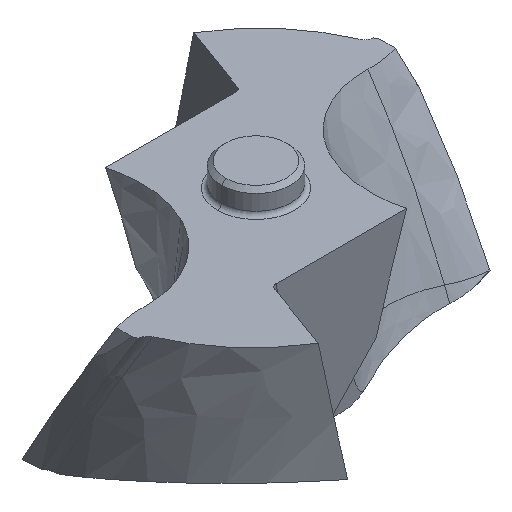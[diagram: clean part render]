
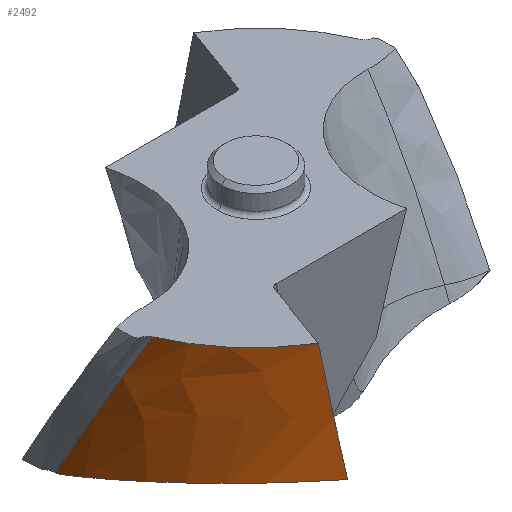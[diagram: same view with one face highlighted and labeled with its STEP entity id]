
A CAD part, isometric view. The second image highlights one B-rep face of the part: STEP entity #2492.
In plain terms, the highlighted free-form (B-spline) face has degree [3, 3] with [7, 5] control points.
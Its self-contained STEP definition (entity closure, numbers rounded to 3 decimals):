
#153=CARTESIAN_POINT('',(-3.707,-5.945,
0.));
#154=CARTESIAN_POINT('',(-4.221,-5.635,
0.));
#155=CARTESIAN_POINT('',(-5.345,-4.741,
0.));
#156=CARTESIAN_POINT('',(-6.148,-3.538,
0.));
#157=CARTESIAN_POINT('',(-6.477,-2.784,
0.));
#730=CARTESIAN_POINT('',(-7.049,0.151,
-5.398));
#749=CARTESIAN_POINT('',(-3.008,-6.298,
-4.41));
#750=CARTESIAN_POINT('',(-3.2,-6.208,
-4.375));
#751=CARTESIAN_POINT('',(-3.57,-6.015,
-4.315));
#752=CARTESIAN_POINT('',(-4.075,-5.695,
-4.255));
#753=CARTESIAN_POINT('',(-4.563,-5.325,
-4.221));
#754=CARTESIAN_POINT('',(-5.005,-4.925,
-4.215));
#755=CARTESIAN_POINT('',(-5.418,-4.481,
-4.236));
#756=CARTESIAN_POINT('',(-5.794,-3.997,
-4.287));
#757=CARTESIAN_POINT('',(-6.112,-3.505,
-4.362));
#758=CARTESIAN_POINT('',(-6.389,-2.987,
-4.462));
#759=CARTESIAN_POINT('',(-6.63,-2.415,
-4.596));
#760=CARTESIAN_POINT('',(-6.808,-1.868,
-4.743));
#761=CARTESIAN_POINT('',(-6.952,-1.238,
-4.935));
#762=CARTESIAN_POINT('',(-7.03,-0.654,
-5.132));
#763=CARTESIAN_POINT('',(-7.051,-0.221,
-5.292));
#764=CARTESIAN_POINT('',(-7.051,0.,
-5.378));
#766=CARTESIAN_POINT('',(-7.051,0.,
-5.378));
#767=CARTESIAN_POINT('',(-7.051,0.017,
-5.38));
#768=CARTESIAN_POINT('',(-7.051,0.05,
-5.385));
#769=CARTESIAN_POINT('',(-7.05,0.101,
-5.391));
#770=CARTESIAN_POINT('',(-7.049,0.135,
-5.396));
#771=CARTESIAN_POINT('',(-7.049,0.151,
-5.398));
#773=CARTESIAN_POINT('',(-7.049,0.151,
-5.398));
#774=CARTESIAN_POINT('',(-7.068,-0.421,
-4.34));
#775=CARTESIAN_POINT('',(-6.969,-1.417,
-2.54));
#776=CARTESIAN_POINT('',(-6.646,-2.392,
-0.741));
#777=CARTESIAN_POINT('',(-6.477,-2.784,
0.));
#779=CARTESIAN_POINT('',(-3.707,-5.945,
0.));
#780=CARTESIAN_POINT('',(-3.651,-5.965,
-0.336));
#781=CARTESIAN_POINT('',(-3.545,-6.002,
-0.972));
#782=CARTESIAN_POINT('',(-3.407,-6.056,
-1.813));
#783=CARTESIAN_POINT('',(-3.289,-6.111,
-2.547));
#784=CARTESIAN_POINT('',(-3.186,-6.168,
-3.211));
#785=CARTESIAN_POINT('',(-3.092,-6.23,
-3.828));
#786=CARTESIAN_POINT('',(-3.035,-6.275,
-4.22));
#787=CARTESIAN_POINT('',(-3.008,-6.298,
-4.41));
#939=CARTESIAN_POINT('',(-3.707,-5.945,
0.));
#940=VERTEX_POINT('',#939);
#941=VERTEX_POINT('',#157);
#972=CARTESIAN_POINT('',(-7.051,0.,
-5.378));
#973=VERTEX_POINT('',#972);
#974=VERTEX_POINT('',#749);
#989=VERTEX_POINT('',#730);
#2448=CARTESIAN_POINT('',(-3.305,-6.223,
-5.453));
#2449=CARTESIAN_POINT('',(-2.881,-6.359,
-4.376));
#2450=CARTESIAN_POINT('',(-2.025,-6.615,
-2.541));
#2451=CARTESIAN_POINT('',(-0.937,-6.85,
-0.707));
#2452=CARTESIAN_POINT('',(-0.449,-6.937,
0.051));
#2453=CARTESIAN_POINT('',(-3.387,-6.179,
-5.453));
#2454=CARTESIAN_POINT('',(-2.965,-6.323,
-4.376));
#2455=CARTESIAN_POINT('',(-2.112,-6.592,
-2.541));
#2456=CARTESIAN_POINT('',(-1.027,-6.841,
-0.707));
#2457=CARTESIAN_POINT('',(-0.54,-6.933,
0.051));
#2458=CARTESIAN_POINT('',(-4.2,-5.728,
-5.453));
#2459=CARTESIAN_POINT('',(-3.798,-5.949,
-4.376));
#2460=CARTESIAN_POINT('',(-2.978,-6.348,
-2.541));
#2461=CARTESIAN_POINT('',(-1.926,-6.727,
-0.707));
#2462=CARTESIAN_POINT('',(-1.453,-6.873,
0.051));
#2463=CARTESIAN_POINT('',(-5.567,-4.564,
-5.453));
#2464=CARTESIAN_POINT('',(-5.231,-4.923,
-4.376));
#2465=CARTESIAN_POINT('',(-4.524,-5.556,
-2.541));
#2466=CARTESIAN_POINT('',(-3.584,-6.168,
-0.707));
#2467=CARTESIAN_POINT('',(-3.157,-6.411,
0.051));
#2468=CARTESIAN_POINT('',(-6.824,-2.314,
-5.453));
#2469=CARTESIAN_POINT('',(-6.645,-2.824,
-4.376));
#2470=CARTESIAN_POINT('',(-6.206,-3.716,
-2.541));
#2471=CARTESIAN_POINT('',(-5.534,-4.587,
-0.707));
#2472=CARTESIAN_POINT('',(-5.219,-4.937,
0.051));
#2473=CARTESIAN_POINT('',(-7.077,-0.605,
-5.453));
#2474=CARTESIAN_POINT('',(-7.033,-1.173,
-4.376));
#2475=CARTESIAN_POINT('',(-6.824,-2.162,
-2.541));
#2476=CARTESIAN_POINT('',(-6.383,-3.132,
-0.707));
#2477=CARTESIAN_POINT('',(-6.162,-3.522,
0.051));
#2478=CARTESIAN_POINT('',(-7.046,0.257,
-5.453));
#2479=CARTESIAN_POINT('',(-7.073,-0.326,
-4.376));
#2480=CARTESIAN_POINT('',(-6.986,-1.344,
-2.541));
#2481=CARTESIAN_POINT('',(-6.666,-2.341,
-0.707));
#2482=CARTESIAN_POINT('',(-6.495,-2.742,
0.051));
#2483=B_SPLINE_SURFACE_WITH_KNOTS('',3,3,((#2448,#2449,#2450,#2451,#2452),
(#2453,#2454,#2455,#2456,#2457),(#2458,#2459,#2460,#2461,#2462),(#2463,#2464,
#2465,#2466,#2467),(#2468,#2469,#2470,#2471,#2472),(#2473,#2474,#2475,#2476,
#2477),(#2478,#2479,#2480,#2481,#2482)),.UNSPECIFIED.,.F.,.F.,.F.,(4,1,1,1,4),
(4,1,4),(0.222,0.25,0.5,0.75,1.008),(
0.066,3.796,6.421),.UNSPECIFIED.);
#2484=ORIENTED_EDGE('',*,*,#1669,.T.);
#2485=ORIENTED_EDGE('',*,*,#1713,.T.);
#2486=ORIENTED_EDGE('',*,*,#2436,.T.);
#2487=ORIENTED_EDGE('',*,*,#1275,.F.);
#2489=ORIENTED_EDGE('',*,*,#2488,.T.);
#2490=EDGE_LOOP('',(#2484,#2485,#2486,#2487,#2489));
#2491=FACE_OUTER_BOUND('',#2490,.F.);
#158=B_SPLINE_CURVE_WITH_KNOTS('',3,(#153,#154,#155,#156,#157),.UNSPECIFIED.,
.F.,.F.,(4,1,4),(0.,0.422,1.),.UNSPECIFIED.);
#765=B_SPLINE_CURVE_WITH_KNOTS('',3,(#749,#750,#751,#752,#753,#754,#755,#756,
#757,#758,#759,#760,#761,#762,#763,#764),.UNSPECIFIED.,.F.,.F.,(4,1,1,1,1,1,1,1,
1,1,1,1,1,4),(0.,0.077,0.154,0.231,
0.308,0.385,0.462,0.538,
0.615,0.692,0.769,0.846,
0.923,1.),.UNSPECIFIED.);
#772=B_SPLINE_CURVE_WITH_KNOTS('',3,(#766,#767,#768,#769,#770,#771),
.UNSPECIFIED.,.F.,.F.,(4,1,1,4),(0.,0.333,0.667,1.),
.UNSPECIFIED.);
#778=B_SPLINE_CURVE_WITH_KNOTS('',3,(#773,#774,#775,#776,#777),.UNSPECIFIED.,
.F.,.F.,(4,1,4),(0.,0.588,1.),.UNSPECIFIED.);
#788=B_SPLINE_CURVE_WITH_KNOTS('',3,(#779,#780,#781,#782,#783,#784,#785,#786,
#787),.UNSPECIFIED.,.F.,.F.,(4,1,1,1,1,1,4),(0.,0.167,
0.333,0.5,0.667,0.833,1.),
.UNSPECIFIED.);
#1275=EDGE_CURVE('',#940,#941,#158,.T.);
#1669=EDGE_CURVE('',#974,#973,#765,.T.);
#1713=EDGE_CURVE('',#973,#989,#772,.T.);
#2436=EDGE_CURVE('',#989,#941,#778,.T.);
#2488=EDGE_CURVE('',#940,#974,#788,.T.);
#2492=ADVANCED_FACE('',(#2491),#2483,.F.);
